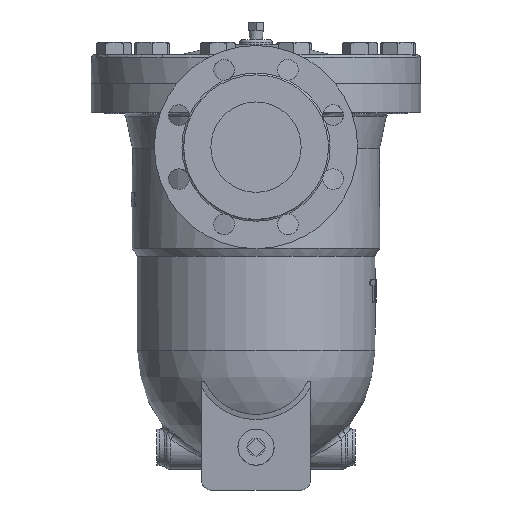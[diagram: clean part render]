
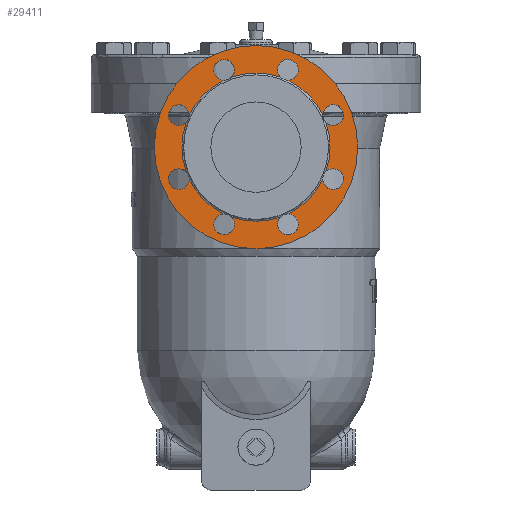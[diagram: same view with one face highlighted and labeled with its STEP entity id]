
A CAD part, left-side view. The second image highlights one B-rep face of the part: STEP entity #29411.
In plain terms, the highlighted planar face has unit normal (-1, 0, 0).
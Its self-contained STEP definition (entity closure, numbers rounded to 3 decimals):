
#28964=CARTESIAN_POINT('',(-257.,-35.413,-143.959));
#28965=VERTEX_POINT('',#28964);
#28966=CARTESIAN_POINT('',(-257.,-27.256,-147.338));
#28967=VERTEX_POINT('',#28966);
#28968=CARTESIAN_POINT('',(-257.,-35.398,-155.459));
#28969=DIRECTION('',(1.0,0.0,0.0));
#28970=DIRECTION('',(0.0,0.0,-1.0));
#28971=AXIS2_PLACEMENT_3D('',#28968,#28969,#28970);
#28972=CIRCLE('',#28971,11.5);
#28973=EDGE_CURVE('',#28965,#28967,#28972,.T.);
#29259=CARTESIAN_POINT('',(-257.0,0.0,26.25));
#29260=DIRECTION('',(-1.0,0.0,0.0));
#29261=DIRECTION('',(0.0,0.0,1.0));
#29262=AXIS2_PLACEMENT_3D('',#29259,#29260,#29261);
#29263=PLANE('',#29262);
#29264=CARTESIAN_POINT('',(-257.0,0.0,42.5));
#29265=VERTEX_POINT('',#29264);
#29266=CARTESIAN_POINT('',(-257.0,0.0,-70.));
#29267=DIRECTION('',(-1.0,0.0,0.0));
#29268=DIRECTION('',(0.0,0.0,1.0));
#29269=AXIS2_PLACEMENT_3D('',#29266,#29267,#29268);
#29270=CIRCLE('',#29269,112.5);
#29271=EDGE_CURVE('',#29265,#29265,#29270,.T.);
#29272=ORIENTED_EDGE('',*,*,#29271,.T.);
#29273=EDGE_LOOP('',(#29272));
#29274=FACE_OUTER_BOUND('',#29273,.T.);
#29275=CARTESIAN_POINT('',(-257.,27.256,-147.338));
#29276=VERTEX_POINT('',#29275);
#29277=CARTESIAN_POINT('',(-257.,35.413,-143.959));
#29278=VERTEX_POINT('',#29277);
#29279=CARTESIAN_POINT('',(-257.,35.398,-155.459));
#29280=DIRECTION('',(1.0,0.,0.));
#29281=DIRECTION('',(0.,0.707,-0.707));
#29282=AXIS2_PLACEMENT_3D('',#29279,#29280,#29281);
#29283=CIRCLE('',#29282,11.5);
#29284=EDGE_CURVE('',#29276,#29278,#29283,.T.);
#29285=ORIENTED_EDGE('',*,*,#29284,.T.);
#29286=CARTESIAN_POINT('',(-257.,73.959,-105.413));
#29287=VERTEX_POINT('',#29286);
#29288=CARTESIAN_POINT('',(-257.0,0.0,-70.));
#29289=DIRECTION('',(-1.0,0.0,0.0));
#29290=DIRECTION('',(0.0,0.0,-1.0));
#29291=AXIS2_PLACEMENT_3D('',#29288,#29289,#29290);
#29292=CIRCLE('',#29291,82.0);
#29293=EDGE_CURVE('',#29287,#29278,#29292,.T.);
#29294=ORIENTED_EDGE('',*,*,#29293,.F.);
#29295=CARTESIAN_POINT('',(-257.,77.338,-97.256));
#29296=VERTEX_POINT('',#29295);
#29297=CARTESIAN_POINT('',(-257.,85.459,-105.398));
#29298=DIRECTION('',(1.0,0.0,0.0));
#29299=DIRECTION('',(0.0,1.0,0.0));
#29300=AXIS2_PLACEMENT_3D('',#29297,#29298,#29299);
#29301=CIRCLE('',#29300,11.5);
#29302=EDGE_CURVE('',#29287,#29296,#29301,.T.);
#29303=ORIENTED_EDGE('',*,*,#29302,.T.);
#29304=CARTESIAN_POINT('',(-257.0,77.338,-42.744));
#29305=VERTEX_POINT('',#29304);
#29306=CARTESIAN_POINT('',(-257.0,0.0,-70.));
#29307=DIRECTION('',(-1.0,0.0,0.0));
#29308=DIRECTION('',(0.0,0.0,-1.0));
#29309=AXIS2_PLACEMENT_3D('',#29306,#29307,#29308);
#29310=CIRCLE('',#29309,82.0);
#29311=EDGE_CURVE('',#29305,#29296,#29310,.T.);
#29312=ORIENTED_EDGE('',*,*,#29311,.F.);
#29313=CARTESIAN_POINT('',(-257.0,73.959,-34.587));
#29314=VERTEX_POINT('',#29313);
#29315=CARTESIAN_POINT('',(-257.0,85.459,-34.602));
#29316=DIRECTION('',(1.0,0.,0.));
#29317=DIRECTION('',(0.,0.707,0.707));
#29318=AXIS2_PLACEMENT_3D('',#29315,#29316,#29317);
#29319=CIRCLE('',#29318,11.5);
#29320=EDGE_CURVE('',#29305,#29314,#29319,.T.);
#29321=ORIENTED_EDGE('',*,*,#29320,.T.);
#29322=CARTESIAN_POINT('',(-257.,35.413,3.959));
#29323=VERTEX_POINT('',#29322);
#29324=CARTESIAN_POINT('',(-257.0,0.0,-70.));
#29325=DIRECTION('',(-1.0,0.0,0.0));
#29326=DIRECTION('',(0.0,0.0,-1.0));
#29327=AXIS2_PLACEMENT_3D('',#29324,#29325,#29326);
#29328=CIRCLE('',#29327,82.0);
#29329=EDGE_CURVE('',#29323,#29314,#29328,.T.);
#29330=ORIENTED_EDGE('',*,*,#29329,.F.);
#29331=CARTESIAN_POINT('',(-257.,27.256,7.338));
#29332=VERTEX_POINT('',#29331);
#29333=CARTESIAN_POINT('',(-257.0,35.398,15.459));
#29334=DIRECTION('',(1.0,0.0,0.0));
#29335=DIRECTION('',(0.0,0.0,1.0));
#29336=AXIS2_PLACEMENT_3D('',#29333,#29334,#29335);
#29337=CIRCLE('',#29336,11.5);
#29338=EDGE_CURVE('',#29323,#29332,#29337,.T.);
#29339=ORIENTED_EDGE('',*,*,#29338,.T.);
#29340=CARTESIAN_POINT('',(-257.,-27.256,7.338));
#29341=VERTEX_POINT('',#29340);
#29342=CARTESIAN_POINT('',(-257.0,0.0,-70.));
#29343=DIRECTION('',(-1.0,0.0,0.0));
#29344=DIRECTION('',(0.0,0.0,-1.0));
#29345=AXIS2_PLACEMENT_3D('',#29342,#29343,#29344);
#29346=CIRCLE('',#29345,82.0);
#29347=EDGE_CURVE('',#29341,#29332,#29346,.T.);
#29348=ORIENTED_EDGE('',*,*,#29347,.F.);
#29349=CARTESIAN_POINT('',(-257.,-35.413,3.959));
#29350=VERTEX_POINT('',#29349);
#29351=CARTESIAN_POINT('',(-257.,-35.398,15.459));
#29352=DIRECTION('',(1.,0.,0.));
#29353=DIRECTION('',(0.,-0.707,0.707));
#29354=AXIS2_PLACEMENT_3D('',#29351,#29352,#29353);
#29355=CIRCLE('',#29354,11.5);
#29356=EDGE_CURVE('',#29341,#29350,#29355,.T.);
#29357=ORIENTED_EDGE('',*,*,#29356,.T.);
#29358=CARTESIAN_POINT('',(-257.,-73.959,-34.587));
#29359=VERTEX_POINT('',#29358);
#29360=CARTESIAN_POINT('',(-257.0,0.0,-70.));
#29361=DIRECTION('',(-1.0,0.0,0.0));
#29362=DIRECTION('',(0.0,0.0,-1.0));
#29363=AXIS2_PLACEMENT_3D('',#29360,#29361,#29362);
#29364=CIRCLE('',#29363,82.0);
#29365=EDGE_CURVE('',#29359,#29350,#29364,.T.);
#29366=ORIENTED_EDGE('',*,*,#29365,.F.);
#29367=CARTESIAN_POINT('',(-257.,-77.338,-42.744));
#29368=VERTEX_POINT('',#29367);
#29369=CARTESIAN_POINT('',(-257.,-85.459,-34.602));
#29370=DIRECTION('',(1.0,0.0,0.0));
#29371=DIRECTION('',(0.0,-1.0,0.0));
#29372=AXIS2_PLACEMENT_3D('',#29369,#29370,#29371);
#29373=CIRCLE('',#29372,11.5);
#29374=EDGE_CURVE('',#29359,#29368,#29373,.T.);
#29375=ORIENTED_EDGE('',*,*,#29374,.T.);
#29376=CARTESIAN_POINT('',(-257.,-77.338,-97.256));
#29377=VERTEX_POINT('',#29376);
#29378=CARTESIAN_POINT('',(-257.0,0.0,-70.));
#29379=DIRECTION('',(-1.0,0.0,0.0));
#29380=DIRECTION('',(0.0,0.0,-1.0));
#29381=AXIS2_PLACEMENT_3D('',#29378,#29379,#29380);
#29382=CIRCLE('',#29381,82.0);
#29383=EDGE_CURVE('',#29377,#29368,#29382,.T.);
#29384=ORIENTED_EDGE('',*,*,#29383,.F.);
#29385=CARTESIAN_POINT('',(-257.,-73.959,-105.413));
#29386=VERTEX_POINT('',#29385);
#29387=CARTESIAN_POINT('',(-257.,-85.459,-105.398));
#29388=DIRECTION('',(1.0,0.,0.));
#29389=DIRECTION('',(0.,-0.707,-0.707));
#29390=AXIS2_PLACEMENT_3D('',#29387,#29388,#29389);
#29391=CIRCLE('',#29390,11.5);
#29392=EDGE_CURVE('',#29377,#29386,#29391,.T.);
#29393=ORIENTED_EDGE('',*,*,#29392,.T.);
#29394=CARTESIAN_POINT('',(-257.0,0.0,-70.));
#29395=DIRECTION('',(-1.0,0.0,0.0));
#29396=DIRECTION('',(0.0,0.0,-1.0));
#29397=AXIS2_PLACEMENT_3D('',#29394,#29395,#29396);
#29398=CIRCLE('',#29397,82.0);
#29399=EDGE_CURVE('',#28965,#29386,#29398,.T.);
#29400=ORIENTED_EDGE('',*,*,#29399,.F.);
#29401=ORIENTED_EDGE('',*,*,#28973,.T.);
#29402=CARTESIAN_POINT('',(-257.0,0.0,-70.));
#29403=DIRECTION('',(-1.0,0.0,0.0));
#29404=DIRECTION('',(0.0,0.0,-1.0));
#29405=AXIS2_PLACEMENT_3D('',#29402,#29403,#29404);
#29406=CIRCLE('',#29405,82.0);
#29407=EDGE_CURVE('',#29276,#28967,#29406,.T.);
#29408=ORIENTED_EDGE('',*,*,#29407,.F.);
#29409=EDGE_LOOP('',(#29285,#29294,#29303,#29312,#29321,#29330,#29339,#29348,#29357,#29366,#29375,#29384,#29393,#29400,#29401,#29408));
#29410=FACE_BOUND('',#29409,.T.);
#29411=ADVANCED_FACE('',(#29274,#29410),#29263,.T.);
